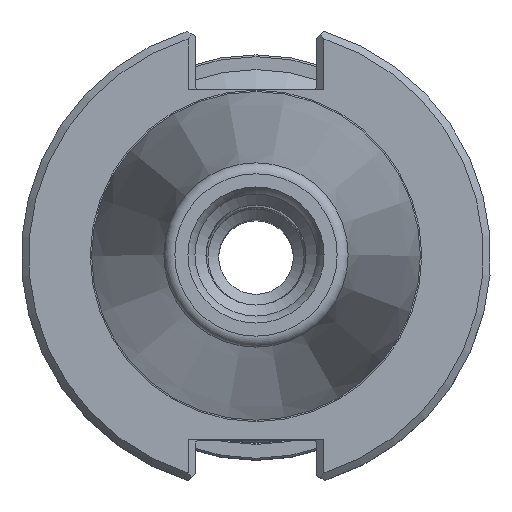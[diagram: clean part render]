
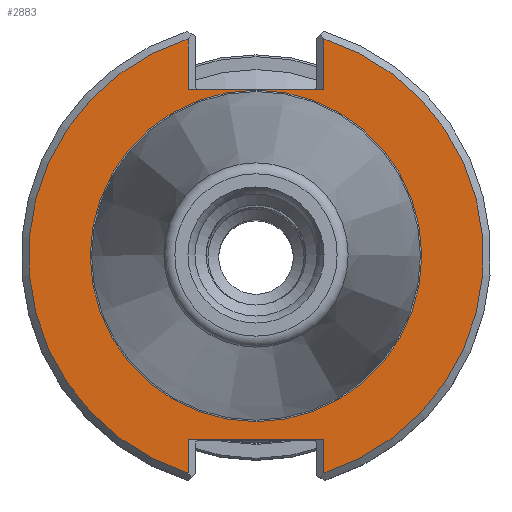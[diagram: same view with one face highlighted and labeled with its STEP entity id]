
A CAD part, top view. The second image highlights one B-rep face of the part: STEP entity #2883.
In plain terms, the highlighted planar face has unit normal (0, 0, 1).
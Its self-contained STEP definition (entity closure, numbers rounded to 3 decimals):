
#69=LINE('',#4235,#138);
#70=LINE('',#4237,#139);
#73=LINE('',#4242,#142);
#78=LINE('',#4250,#147);
#88=LINE('',#4279,#157);
#99=LINE('',#4316,#168);
#138=VECTOR('',#3490,1000.);
#139=VECTOR('',#3493,1000.);
#142=VECTOR('',#3498,1000.);
#147=VECTOR('',#3505,1000.);
#157=VECTOR('',#3521,1000.);
#168=VECTOR('',#3538,1000.);
#573=ORIENTED_EDGE('',*,*,#985,.F.);
#574=ORIENTED_EDGE('',*,*,#870,.T.);
#575=ORIENTED_EDGE('',*,*,#952,.T.);
#576=ORIENTED_EDGE('',*,*,#964,.F.);
#577=ORIENTED_EDGE('',*,*,#944,.T.);
#578=ORIENTED_EDGE('',*,*,#878,.T.);
#579=ORIENTED_EDGE('',*,*,#943,.T.);
#580=ORIENTED_EDGE('',*,*,#978,.F.);
#581=ORIENTED_EDGE('',*,*,#947,.T.);
#870=EDGE_CURVE('',#1111,#1116,#1301,.T.);
#878=EDGE_CURVE('',#1123,#1122,#1305,.T.);
#943=EDGE_CURVE('',#1122,#1176,#69,.T.);
#944=EDGE_CURVE('',#1177,#1123,#70,.T.);
#947=EDGE_CURVE('',#1178,#1111,#73,.T.);
#952=EDGE_CURVE('',#1116,#1179,#78,.T.);
#964=EDGE_CURVE('',#1177,#1179,#88,.T.);
#978=EDGE_CURVE('',#1178,#1176,#99,.T.);
#985=EDGE_CURVE('',#1202,#1202,#1325,.T.);
#1111=VERTEX_POINT('',#3959);
#1116=VERTEX_POINT('',#3968);
#1122=VERTEX_POINT('',#3985);
#1123=VERTEX_POINT('',#3987);
#1176=VERTEX_POINT('',#4234);
#1177=VERTEX_POINT('',#4238);
#1178=VERTEX_POINT('',#4243);
#1179=VERTEX_POINT('',#4249);
#1202=VERTEX_POINT('',#4343);
#1301=CIRCLE('',#3031,30.75);
#1305=CIRCLE('',#3038,30.75);
#1325=CIRCLE('',#3098,22.413);
#1467=EDGE_LOOP('',(#573));
#1468=EDGE_LOOP('',(#574,#575,#576,#577,#578,#579,#580,#581));
#1685=FACE_BOUND('',#1467,.T.);
#1686=FACE_BOUND('',#1468,.T.);
#1836=PLANE('',#3097);
#2883=ADVANCED_FACE('',(#1685,#1686),#1836,.T.);
#3031=AXIS2_PLACEMENT_3D('',#3969,#3365,#3366);
#3038=AXIS2_PLACEMENT_3D('',#3986,#3383,#3384);
#3097=AXIS2_PLACEMENT_3D('',#4341,#3551,#3552);
#3098=AXIS2_PLACEMENT_3D('',#4342,#3553,#3554);
#3365=DIRECTION('',(0.,0.,1.));
#3366=DIRECTION('',(1.,0.,0.));
#3383=DIRECTION('',(0.,0.,1.));
#3384=DIRECTION('',(1.,0.,0.));
#3490=DIRECTION('',(0.,-1.,0.));
#3493=DIRECTION('',(0.,-1.,0.));
#3498=DIRECTION('',(0.,1.,0.));
#3505=DIRECTION('',(0.,1.,0.));
#3521=DIRECTION('',(-1.,0.,0.));
#3538=DIRECTION('',(1.,0.,0.));
#3551=DIRECTION('',(0.,0.,1.));
#3552=DIRECTION('',(1.,0.,0.));
#3553=DIRECTION('',(0.,0.,1.));
#3554=DIRECTION('',(1.,0.,0.));
#3959=CARTESIAN_POINT('',(-9.19,29.345,-3.17));
#3968=CARTESIAN_POINT('',(-9.19,-29.345,-3.17));
#3969=CARTESIAN_POINT('',(0.,0.,-3.17));
#3985=CARTESIAN_POINT('',(9.19,29.345,-3.17));
#3986=CARTESIAN_POINT('',(0.,0.,-3.17));
#3987=CARTESIAN_POINT('',(9.19,-29.345,-3.17));
#4234=CARTESIAN_POINT('',(9.19,22.46,-3.17));
#4235=CARTESIAN_POINT('',(9.19,22.46,-3.17));
#4237=CARTESIAN_POINT('',(9.19,-30.831,-3.17));
#4238=CARTESIAN_POINT('',(9.19,-24.87,-3.17));
#4242=CARTESIAN_POINT('',(-9.19,30.831,-3.17));
#4243=CARTESIAN_POINT('',(-9.19,22.46,-3.17));
#4249=CARTESIAN_POINT('',(-9.19,-24.87,-3.17));
#4250=CARTESIAN_POINT('',(-9.19,-24.87,-3.17));
#4279=CARTESIAN_POINT('',(8.19,-24.87,-3.17));
#4316=CARTESIAN_POINT('',(-8.19,22.46,-3.17));
#4341=CARTESIAN_POINT('',(22.413,0.,-3.17));
#4342=CARTESIAN_POINT('',(0.,0.,-3.17));
#4343=CARTESIAN_POINT('',(22.413,0.,-3.17));
